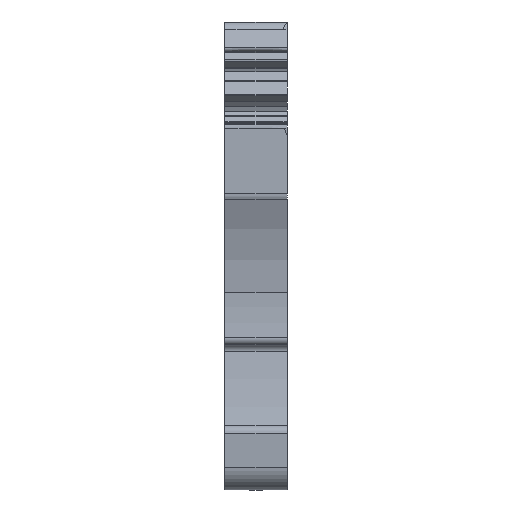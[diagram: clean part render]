
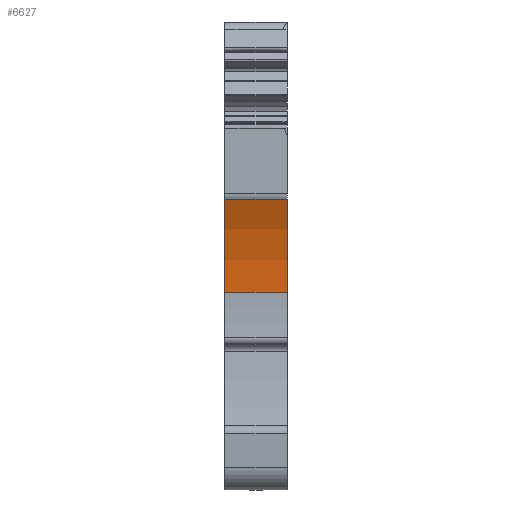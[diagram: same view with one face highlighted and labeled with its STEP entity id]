
A CAD part, front view. The second image highlights one B-rep face of the part: STEP entity #6627.
In plain terms, the highlighted cylindrical face has radius 20 mm (diameter 40 mm), a partial arc.
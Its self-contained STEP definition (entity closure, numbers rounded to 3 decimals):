
#824=AXIS2_PLACEMENT_3D('Circle Axis2P3D',#822,#823,$) ;
#3070=AXIS2_PLACEMENT_3D('Circle Axis2P3D',#3068,#3069,$) ;
#6614=AXIS2_PLACEMENT_3D('Cylinder Axis2P3D',#6611,#6612,#6613) ;
#819=CARTESIAN_POINT('Vertex',(0.,1.884,16.2)) ;
#822=CARTESIAN_POINT('Axis2P3D Location',(0.,-18.105,15.54)) ;
#826=CARTESIAN_POINT('Vertex',(0.,0.09,23.842)) ;
#3065=CARTESIAN_POINT('Vertex',(5.1,0.09,23.842)) ;
#3068=CARTESIAN_POINT('Axis2P3D Location',(5.1,-18.105,15.54)) ;
#3072=CARTESIAN_POINT('Vertex',(5.1,1.884,16.2)) ;
#6599=CARTESIAN_POINT('Line Origine',(1.1,1.884,16.2)) ;
#6611=CARTESIAN_POINT('Axis2P3D Location',(2.55,-18.105,15.54)) ;
#6616=CARTESIAN_POINT('Line Origine',(1.1,0.09,23.842)) ;
#823=DIRECTION('Axis2P3D Direction',(-1.,0.,0.)) ;
#3069=DIRECTION('Axis2P3D Direction',(-1.,0.,0.)) ;
#6600=DIRECTION('Vector Direction',(-1.,0.,0.)) ;
#6612=DIRECTION('Axis2P3D Direction',(-1.,0.,0.)) ;
#6613=DIRECTION('Axis2P3D XDirection',(0.,0.91,0.415)) ;
#6617=DIRECTION('Vector Direction',(-1.,0.,0.)) ;
#6601=VECTOR('Line Direction',#6600,1.) ;
#6618=VECTOR('Line Direction',#6617,1.) ;
#6622=ORIENTED_EDGE('',*,*,#6603,.T.) ;
#6623=ORIENTED_EDGE('',*,*,#3074,.T.) ;
#6624=ORIENTED_EDGE('',*,*,#6620,.T.) ;
#6625=ORIENTED_EDGE('',*,*,#828,.F.) ;
#6627=ADVANCED_FACE('KLTR',(#6626),#6615,.F.) ;
#825=CIRCLE('generated circle',#824,20.) ;
#3071=CIRCLE('generated circle',#3070,20.) ;
#6615=CYLINDRICAL_SURFACE('generated cylinder',#6614,20.) ;
#828=EDGE_CURVE('',#820,#827,#825,.F.) ;
#3074=EDGE_CURVE('',#3073,#3066,#3071,.F.) ;
#6603=EDGE_CURVE('',#820,#3073,#6602,.F.) ;
#6620=EDGE_CURVE('',#3066,#827,#6619,.T.) ;
#6621=EDGE_LOOP('',(#6622,#6623,#6624,#6625)) ;
#6626=FACE_OUTER_BOUND('',#6621,.T.) ;
#6602=LINE('Line',#6599,#6601) ;
#6619=LINE('Line',#6616,#6618) ;
#820=VERTEX_POINT('',#819) ;
#827=VERTEX_POINT('',#826) ;
#3066=VERTEX_POINT('',#3065) ;
#3073=VERTEX_POINT('',#3072) ;
